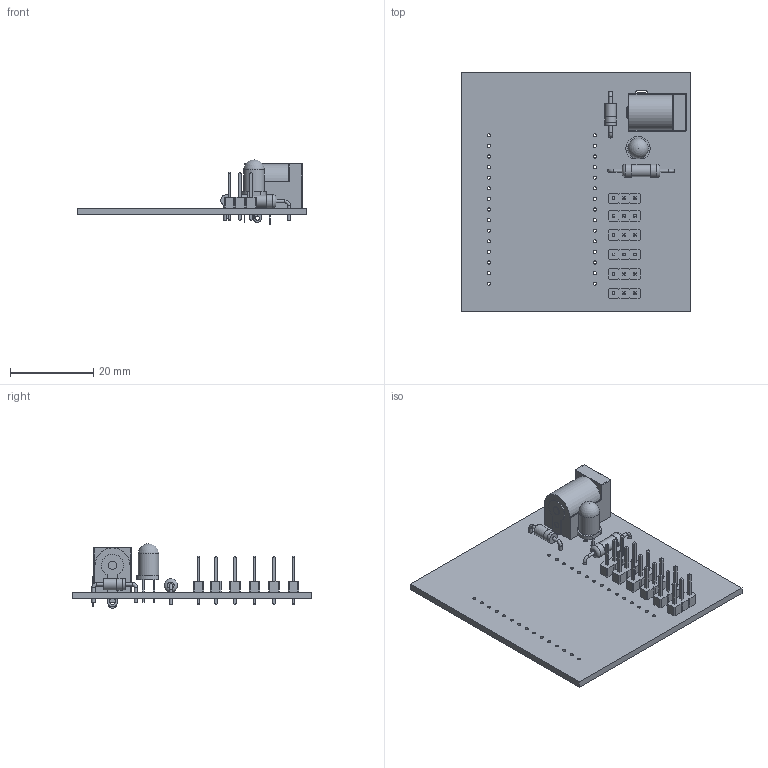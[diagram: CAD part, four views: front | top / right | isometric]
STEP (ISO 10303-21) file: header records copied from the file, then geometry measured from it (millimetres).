
FILE_DESCRIPTION(('KiCad electronic assembly'),'2;1');
FILE_NAME('PCB V3.step','2024-08-18T13:05:27',('Pcbnew'),('Kicad'), 'Open CASCADE STEP processor 7.7','KiCad to STEP converter','Unknown' );
FILE_SCHEMA(('AUTOMOTIVE_DESIGN { 1 0 10303 214 1 1 1 1 }'));
Length unit declared in the file: millimetre
Products named in the file (12): PCB V3 1; BarrelJack_Horizontal; PinHeader_1x03_P2.54mm_Vertical; PinHeader_1x03_P254mm_Vertical; D_DO-41_SOD81_P10.16mm_Horizontal; R_Axial_DIN0309_L9.0mm_D3.2mm_P15.24mm_Horizontal; R_Axial_DIN0309_L90mm_D32mm_P1524mm_Horizontal; LED_D5.0mm; PCB V3_PCB
Assembly tree (16 placements, depth 3):
  PCB V3 1
    BarrelJack_Horizontal
      BarrelJack_Horizontal
    PinHeader_1x03_P2.54mm_Vertical  x6
      PinHeader_1x03_P254mm_Vertical
    D_DO-41_SOD81_P10.16mm_Horizontal
      D_DO-41_SOD81_P10.16mm_Horizontal
    R_Axial_DIN0309_L9.0mm_D3.2mm_P15.24mm_Horizontal
      R_Axial_DIN0309_L90mm_D32mm_P1524mm_Horizontal
    LED_D5.0mm
      LED_D5.0mm
    PCB V3_PCB
Bounding box: 55.12 x 57.4 x 15.5 mm (x, y, z)
Volume: 6315.8 mm3; surface area: 9702 mm2
Topology: 15 solids, 15 shells, 651 faces, 1543 edges, 966 vertices
Faces by surface type: plane 537, cylinder 100, sphere 6, torus 6, extrusion 2
Full cylindrical faces by diameter (mm): 0.7 x4, 0.762 x30, 0.8 x6, 0.9 x2, 1 x20, 1.1 x2, 1.5 x2, 2 x2, 2.7 x2, 2.72 x1, 2.88 x1, 3.2 x2, 4.9 x1, 6.3 x1
Entity records: 9662 total; most frequent: DIRECTION 1416, CARTESIAN_POINT 1350, ORIENTED_EDGE 1274, EDGE_CURVE 637, AXIS2_PLACEMENT_3D 496, VECTOR 424, LINE 422, FACE_BOUND 413
